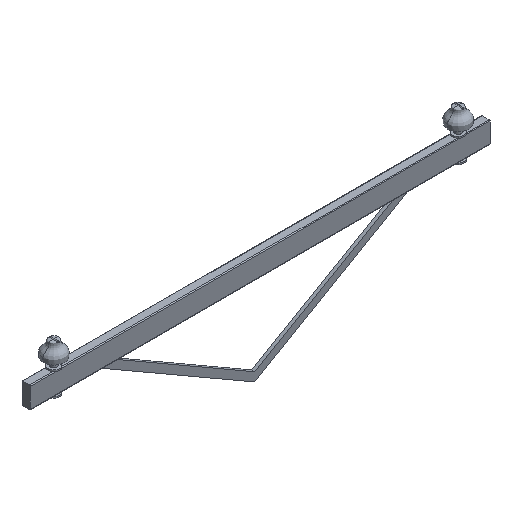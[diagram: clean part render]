
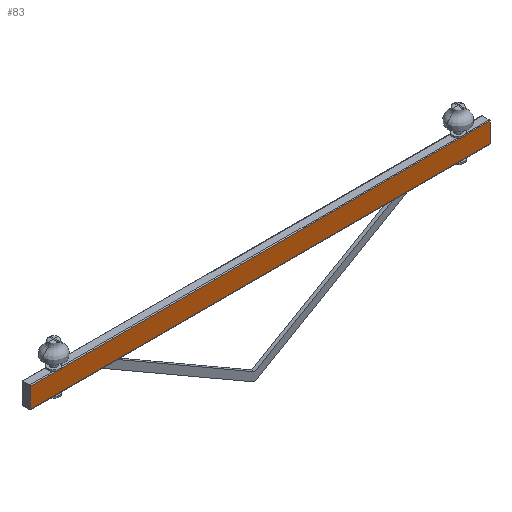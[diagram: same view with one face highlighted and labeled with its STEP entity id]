
A CAD part, isometric view. The second image highlights one B-rep face of the part: STEP entity #83.
In plain terms, the highlighted planar face has unit normal (0, -1, 0).
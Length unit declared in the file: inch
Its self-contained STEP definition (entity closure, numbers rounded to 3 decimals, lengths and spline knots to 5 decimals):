
#83=ADVANCED_FACE('',(#141),#855,.T.);
#141=FACE_OUTER_BOUND('',#209,.T.);
#209=EDGE_LOOP('',(#434,#435,#436,#437));
#434=ORIENTED_EDGE('',*,*,#564,.T.);
#435=ORIENTED_EDGE('',*,*,#552,.T.);
#436=ORIENTED_EDGE('',*,*,#565,.T.);
#437=ORIENTED_EDGE('',*,*,#559,.T.);
#552=EDGE_CURVE('',#815,#814,#606,.T.);
#559=EDGE_CURVE('',#825,#824,#613,.T.);
#564=EDGE_CURVE('',#824,#815,#618,.T.);
#565=EDGE_CURVE('',#814,#825,#619,.T.);
#606=B_SPLINE_CURVE_WITH_KNOTS('',1,(#1907,#1908),.UNSPECIFIED.,.F.,.F.,
(2,2),(0.0025,0.0675),.UNSPECIFIED.);
#613=B_SPLINE_CURVE_WITH_KNOTS('',1,(#1921,#1922),.UNSPECIFIED.,.F.,.F.,
(2,2),(1.5725,1.6375),.UNSPECIFIED.);
#618=B_SPLINE_CURVE_WITH_KNOTS('',1,(#1931,#1932),.UNSPECIFIED.,.F.,.F.,
(2,2),(0.,1.5),.UNSPECIFIED.);
#619=B_SPLINE_CURVE_WITH_KNOTS('',1,(#1933,#1934),.UNSPECIFIED.,.F.,.F.,
(2,2),(0.,1.5),.UNSPECIFIED.);
#814=VERTEX_POINT('',#1891);
#815=VERTEX_POINT('',#1892);
#824=VERTEX_POINT('',#1901);
#825=VERTEX_POINT('',#1902);
#855=PLANE('',#1068);
#1068=AXIS2_PLACEMENT_3D('',#1882,#1221,$);
#1221=DIRECTION('',(0.,-1.,0.));
#1882=CARTESIAN_POINT('',(-0.75,-0.1025,8.46512));
#1891=CARTESIAN_POINT('',(-0.75,-0.1025,8.39762));
#1892=CARTESIAN_POINT('',(-0.75,-0.1025,8.46262));
#1901=CARTESIAN_POINT('',(0.75,-0.1025,8.46262));
#1902=CARTESIAN_POINT('',(0.75,-0.1025,8.39762));
#1907=CARTESIAN_POINT('',(-0.75,-0.1025,8.46262));
#1908=CARTESIAN_POINT('',(-0.75,-0.1025,8.39762));
#1921=CARTESIAN_POINT('',(0.75,-0.1025,8.39762));
#1922=CARTESIAN_POINT('',(0.75,-0.1025,8.46262));
#1931=CARTESIAN_POINT('',(0.75,-0.1025,8.46262));
#1932=CARTESIAN_POINT('',(-0.75,-0.1025,8.46262));
#1933=CARTESIAN_POINT('',(-0.75,-0.1025,8.39762));
#1934=CARTESIAN_POINT('',(0.75,-0.1025,8.39762));
